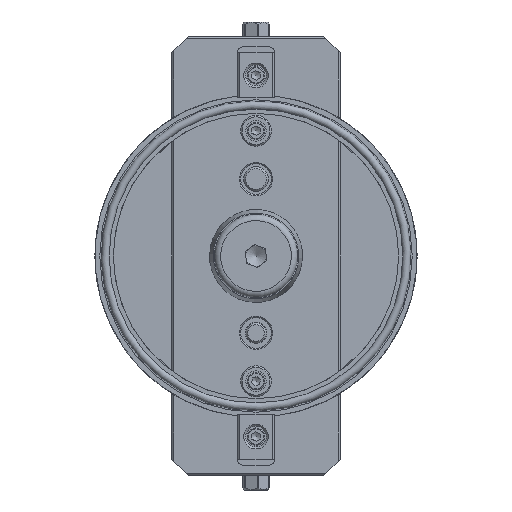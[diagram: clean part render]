
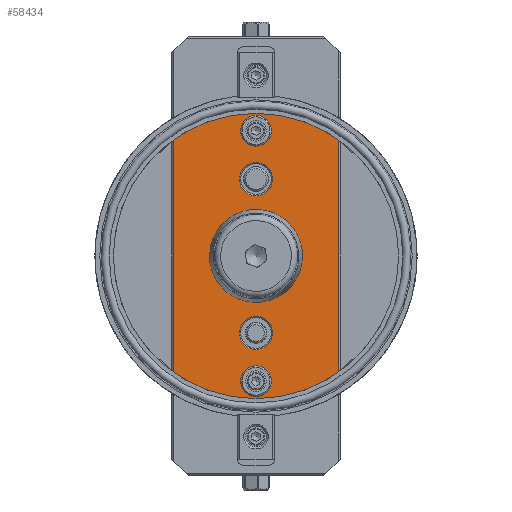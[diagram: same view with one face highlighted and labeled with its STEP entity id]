
A CAD part, front view. The second image highlights one B-rep face of the part: STEP entity #58434.
In plain terms, the highlighted planar face has unit normal (0, -1, 0).
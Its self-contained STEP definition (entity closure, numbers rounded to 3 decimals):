
#2817=FACE_BOUND('',#21115,.T.);
#2818=FACE_BOUND('',#21116,.T.);
#2819=FACE_BOUND('',#21117,.T.);
#2820=FACE_BOUND('',#21118,.T.);
#2821=FACE_BOUND('',#21119,.T.);
#5806=LINE('',#89185,#11363);
#5889=LINE('',#89405,#11446);
#11363=VECTOR('',#68776,10.);
#11446=VECTOR('',#68977,10.);
#15321=PLANE('',#61679);
#17877=FACE_OUTER_BOUND('',#21114,.T.);
#21114=EDGE_LOOP('',(#46690,#46691,#46692,#46693));
#21115=EDGE_LOOP('',(#46694,#46695,#46696,#46697,#46698));
#21116=EDGE_LOOP('',(#46699));
#21117=EDGE_LOOP('',(#46700));
#21118=EDGE_LOOP('',(#46701));
#21119=EDGE_LOOP('',(#46702));
#22564=CIRCLE('',#60026,21.642);
#22568=CIRCLE('',#60030,21.642);
#22570=CIRCLE('',#60032,21.642);
#22691=CIRCLE('',#60314,7.5);
#22695=CIRCLE('',#60324,69.5);
#22699=CIRCLE('',#60330,69.5);
#22944=CIRCLE('',#61479,2.567);
#22946=CIRCLE('',#61483,2.567);
#22955=CIRCLE('',#61675,8.1);
#22958=CIRCLE('',#61680,7.5);
#22959=CIRCLE('',#61681,8.1);
#23528=VERTEX_POINT('',#75708);
#23530=VERTEX_POINT('',#75711);
#23550=VERTEX_POINT('',#75778);
#23553=VERTEX_POINT('',#75785);
#23554=VERTEX_POINT('',#75787);
#23839=VERTEX_POINT('',#77022);
#23845=VERTEX_POINT('',#77041);
#23846=VERTEX_POINT('',#77043);
#23853=VERTEX_POINT('',#77058);
#23854=VERTEX_POINT('',#77060);
#26752=VERTEX_POINT('',#92469);
#26755=VERTEX_POINT('',#92479);
#26756=VERTEX_POINT('',#92481);
#29005=EDGE_CURVE('',#23528,#23550,#22564,.T.);
#29009=EDGE_CURVE('',#23550,#23553,#22568,.T.);
#29011=EDGE_CURVE('',#23554,#23530,#22570,.T.);
#29426=EDGE_CURVE('',#23839,#23839,#22691,.T.);
#29434=EDGE_CURVE('',#23846,#23845,#22695,.T.);
#29443=EDGE_CURVE('',#23854,#23853,#22699,.T.);
#32920=EDGE_CURVE('',#23846,#23853,#5806,.T.);
#33026=EDGE_CURVE('',#23854,#23845,#5889,.T.);
#33116=EDGE_CURVE('',#23553,#23554,#22944,.T.);
#33120=EDGE_CURVE('',#23530,#23528,#22946,.T.);
#33790=EDGE_CURVE('',#26752,#26752,#22955,.T.);
#33795=EDGE_CURVE('',#26755,#26755,#22958,.T.);
#33796=EDGE_CURVE('',#26756,#26756,#22959,.T.);
#46690=ORIENTED_EDGE('',*,*,#29443,.T.);
#46691=ORIENTED_EDGE('',*,*,#32920,.F.);
#46692=ORIENTED_EDGE('',*,*,#29434,.T.);
#46693=ORIENTED_EDGE('',*,*,#33026,.F.);
#46694=ORIENTED_EDGE('',*,*,#29011,.F.);
#46695=ORIENTED_EDGE('',*,*,#33116,.F.);
#46696=ORIENTED_EDGE('',*,*,#29009,.F.);
#46697=ORIENTED_EDGE('',*,*,#29005,.F.);
#46698=ORIENTED_EDGE('',*,*,#33120,.F.);
#46699=ORIENTED_EDGE('',*,*,#33790,.F.);
#46700=ORIENTED_EDGE('',*,*,#33795,.T.);
#46701=ORIENTED_EDGE('',*,*,#29426,.T.);
#46702=ORIENTED_EDGE('',*,*,#33796,.F.);
#58434=ADVANCED_FACE('',(#17877,#2817,#2818,#2819,#2820,#2821),#15321,.T.);
#60026=AXIS2_PLACEMENT_3D('',#75779,#63465,#63466);
#60030=AXIS2_PLACEMENT_3D('',#75786,#63473,#63474);
#60032=AXIS2_PLACEMENT_3D('',#75789,#63477,#63478);
#60314=AXIS2_PLACEMENT_3D('',#77024,#64232,#64233);
#60324=AXIS2_PLACEMENT_3D('',#77044,#64255,#64256);
#60330=AXIS2_PLACEMENT_3D('',#77061,#64270,#64271);
#61479=AXIS2_PLACEMENT_3D('',#89597,#69145,#69146);
#61483=AXIS2_PLACEMENT_3D('',#89604,#69155,#69156);
#61675=AXIS2_PLACEMENT_3D('',#92470,#70030,#70031);
#61679=AXIS2_PLACEMENT_3D('',#92478,#70040,#70041);
#61680=AXIS2_PLACEMENT_3D('',#92480,#70042,#70043);
#61681=AXIS2_PLACEMENT_3D('',#92482,#70044,#70045);
#63465=DIRECTION('center_axis',(0.,-1.,0.));
#63466=DIRECTION('ref_axis',(0.,0.,1.));
#63473=DIRECTION('center_axis',(0.,-1.,0.));
#63474=DIRECTION('ref_axis',(0.,0.,1.));
#63477=DIRECTION('center_axis',(0.,-1.,0.));
#63478=DIRECTION('ref_axis',(0.,0.,1.));
#64232=DIRECTION('center_axis',(0.,1.,0.));
#64233=DIRECTION('ref_axis',(1.,0.,0.));
#64255=DIRECTION('center_axis',(0.,-1.,0.));
#64256=DIRECTION('ref_axis',(-0.904,0.,-0.428));
#64270=DIRECTION('center_axis',(0.,-1.,0.));
#64271=DIRECTION('ref_axis',(0.904,0.,0.428));
#68776=DIRECTION('',(0.,0.,-1.));
#68977=DIRECTION('',(0.,0.,1.));
#69145=DIRECTION('center_axis',(0.,-1.,0.));
#69146=DIRECTION('ref_axis',(1.,0.,0.));
#69155=DIRECTION('center_axis',(0.,-1.,0.));
#69156=DIRECTION('ref_axis',(1.,0.,0.));
#70030=DIRECTION('center_axis',(0.,-1.,0.));
#70031=DIRECTION('ref_axis',(-1.,0.,0.));
#70040=DIRECTION('center_axis',(0.,-1.,0.));
#70041=DIRECTION('ref_axis',(1.,0.,0.));
#70042=DIRECTION('center_axis',(0.,1.,0.));
#70043=DIRECTION('ref_axis',(1.,0.,0.));
#70044=DIRECTION('center_axis',(0.,-1.,0.));
#70045=DIRECTION('ref_axis',(-1.,0.,0.));
#75708=CARTESIAN_POINT('',(-15.03,0.,15.572));
#75711=CARTESIAN_POINT('',(-14.417,0.,16.14));
#75778=CARTESIAN_POINT('',(20.042,0.,-8.165));
#75779=CARTESIAN_POINT('Origin',(0.,0.,
0.));
#75785=CARTESIAN_POINT('',(15.03,0.,15.572));
#75786=CARTESIAN_POINT('Origin',(0.,0.,
0.));
#75787=CARTESIAN_POINT('',(14.417,0.,16.14));
#75789=CARTESIAN_POINT('Origin',(0.,0.,
0.));
#77022=CARTESIAN_POINT('',(-7.474,0.,60.371));
#77024=CARTESIAN_POINT('Origin',(0.,0.,
61.));
#77041=CARTESIAN_POINT('',(-40.,0.,56.835));
#77043=CARTESIAN_POINT('',(40.,0.,56.835));
#77044=CARTESIAN_POINT('Origin',(0.,0.,
0.));
#77058=CARTESIAN_POINT('',(40.,0.,-56.835));
#77060=CARTESIAN_POINT('',(-40.,0.,-56.835));
#77061=CARTESIAN_POINT('Origin',(0.,0.,
0.));
#89185=CARTESIAN_POINT('',(40.,0.,0.));
#89405=CARTESIAN_POINT('',(-40.,0.,0.));
#89597=CARTESIAN_POINT('Origin',(13.,0.,14.));
#89604=CARTESIAN_POINT('Origin',(-13.,0.,14.));
#92469=CARTESIAN_POINT('',(8.1,0.,-37.5));
#92470=CARTESIAN_POINT('Origin',(0.,0.,
-37.5));
#92478=CARTESIAN_POINT('Origin',(-41.,0.,0.));
#92479=CARTESIAN_POINT('',(-7.474,0.,-61.629));
#92480=CARTESIAN_POINT('Origin',(0.,0.,
-61.));
#92481=CARTESIAN_POINT('',(8.1,0.,37.5));
#92482=CARTESIAN_POINT('Origin',(0.,0.,
37.5));
